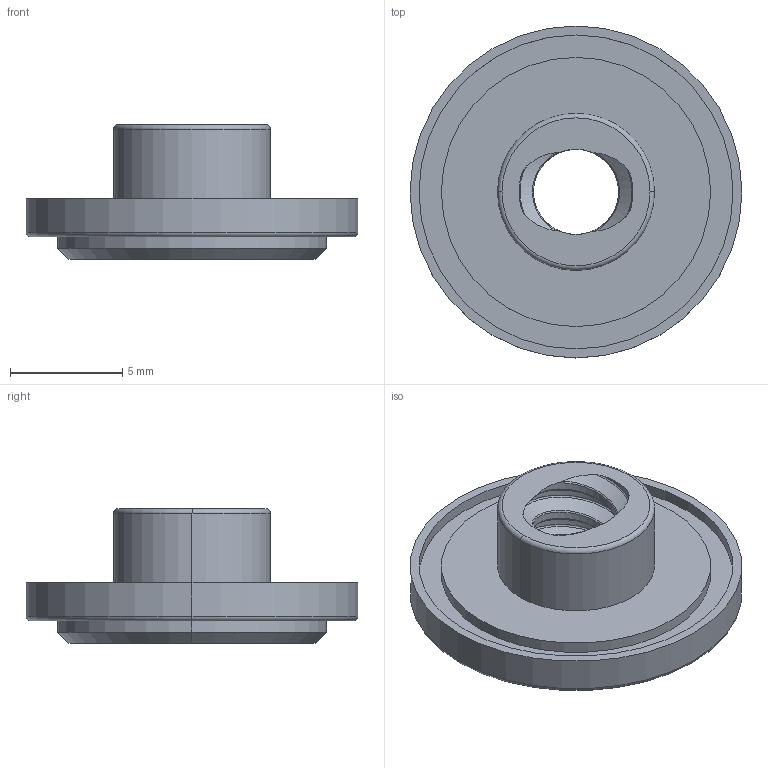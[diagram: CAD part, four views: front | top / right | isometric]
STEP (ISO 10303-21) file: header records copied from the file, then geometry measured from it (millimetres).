
FILE_DESCRIPTION (( 'STEP AP214' ), '1' );
FILE_NAME ('P00079P04.STEP', '2019-07-24T13:51:28', ( '' ), ( '' ), 'SwSTEP 2.0', 'SolidWorks 2018', '' );
FILE_SCHEMA (( 'AUTOMOTIVE_DESIGN' ));
Length unit declared in the file: millimetre
Products named in the file (2): P00079P04
Bounding box: 14.8 x 14.8 x 6 mm (x, y, z)
Volume: 412.7 mm3; surface area: 644.6 mm2
Topology: 1 solids, 1 shells, 49 faces, 123 edges, 81 vertices
Faces by surface type: cylinder 20, bspline 14, plane 6, cone 5, torus 4
Entity records: 7648 total; most frequent: CARTESIAN_POINT 6593, ORIENTED_EDGE 244, DIRECTION 173, EDGE_CURVE 122, VERTEX_POINT 79, AXIS2_PLACEMENT_3D 76, EDGE_LOOP 55, FACE_OUTER_BOUND 49
